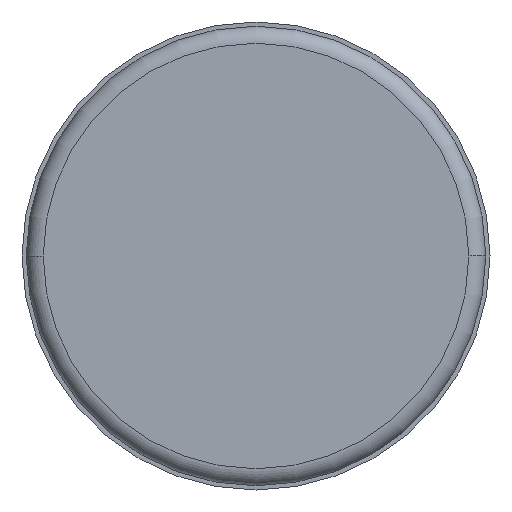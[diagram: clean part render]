
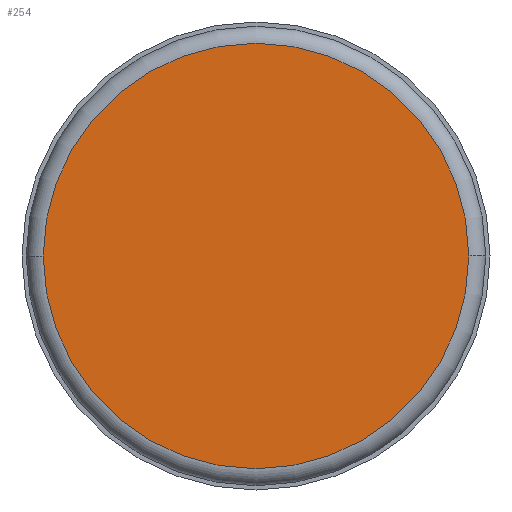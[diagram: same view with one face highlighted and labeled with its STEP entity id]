
A CAD part, front view. The second image highlights one B-rep face of the part: STEP entity #254.
In plain terms, the highlighted planar face has unit normal (0, -1, 0).
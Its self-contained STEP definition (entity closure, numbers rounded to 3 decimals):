
#21 = DIRECTION ( 'NONE',  ( -1., 0., 0. ) ) ;
#70 = PLANE ( 'NONE',  #203 ) ;
#72 = VERTEX_POINT ( 'NONE', #174 ) ;
#128 = CARTESIAN_POINT ( 'NONE',  ( 0., 0., 0. ) ) ;
#130 = CIRCLE ( 'NONE', #592, 25. ) ;
#145 = AXIS2_PLACEMENT_3D ( 'NONE', #565, #552, #444 ) ;
#174 = CARTESIAN_POINT ( 'NONE',  ( -25., 0., 0. ) ) ;
#202 = EDGE_LOOP ( 'NONE', ( #472, #432 ) ) ;
#203 = AXIS2_PLACEMENT_3D ( 'NONE', #293, #445, #506 ) ;
#211 = CARTESIAN_POINT ( 'NONE',  ( 25., 0., 0. ) ) ;
#230 = FACE_OUTER_BOUND ( 'NONE', #202, .T. ) ;
#254 = ADVANCED_FACE ( 'NONE', ( #230 ), #70, .F. ) ;
#281 = CIRCLE ( 'NONE', #145, 25. ) ;
#291 = EDGE_CURVE ( 'NONE', #72, #380, #130, .T. ) ;
#293 = CARTESIAN_POINT ( 'NONE',  ( 0., 0., 0. ) ) ;
#353 = DIRECTION ( 'NONE',  ( 0., -1., 0. ) ) ;
#380 = VERTEX_POINT ( 'NONE', #211 ) ;
#432 = ORIENTED_EDGE ( 'NONE', *, *, #562, .T. ) ;
#444 = DIRECTION ( 'NONE',  ( -1., 0., 0. ) ) ;
#445 = DIRECTION ( 'NONE',  ( 0., 1., 0. ) ) ;
#472 = ORIENTED_EDGE ( 'NONE', *, *, #291, .T. ) ;
#506 = DIRECTION ( 'NONE',  ( -1., 0., 0. ) ) ;
#552 = DIRECTION ( 'NONE',  ( 0., -1., 0. ) ) ;
#562 = EDGE_CURVE ( 'NONE', #380, #72, #281, .T. ) ;
#565 = CARTESIAN_POINT ( 'NONE',  ( 0., 0., 0. ) ) ;
#592 = AXIS2_PLACEMENT_3D ( 'NONE', #128, #353, #21 ) ;
